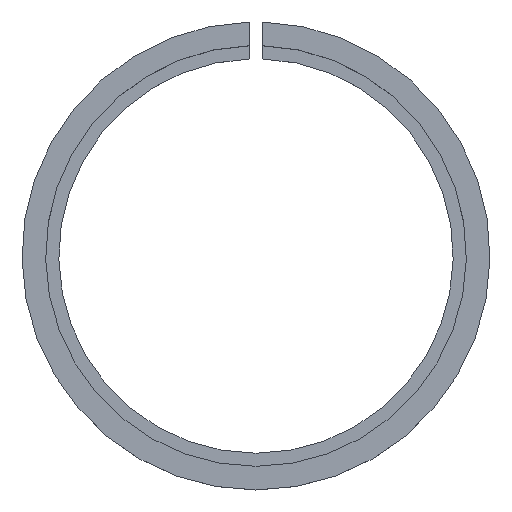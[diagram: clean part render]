
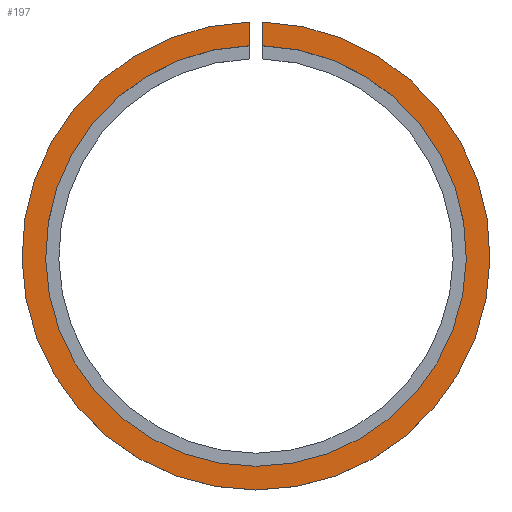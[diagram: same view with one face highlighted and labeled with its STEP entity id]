
A CAD part, top view. The second image highlights one B-rep face of the part: STEP entity #197.
In plain terms, the highlighted planar face has unit normal (0, 0, 1).
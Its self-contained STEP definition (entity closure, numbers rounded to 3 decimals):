
#25=CIRCLE('',#225,16.);
#32=CIRCLE('',#237,17.8);
#51=FACE_OUTER_BOUND('',#61,.T.);
#61=EDGE_LOOP('',(#175,#176,#177,#178));
#64=LINE('',#318,#80);
#78=LINE('',#346,#94);
#80=VECTOR('',#251,10.);
#94=VECTOR('',#267,10.);
#95=VERTEX_POINT('',#314);
#97=VERTEX_POINT('',#317);
#104=VERTEX_POINT('',#332);
#110=VERTEX_POINT('',#344);
#112=EDGE_CURVE('',#97,#95,#64,.T.);
#126=EDGE_CURVE('',#104,#110,#78,.T.);
#127=EDGE_CURVE('',#110,#97,#25,.T.);
#134=EDGE_CURVE('',#95,#104,#32,.T.);
#175=ORIENTED_EDGE('',*,*,#112,.T.);
#176=ORIENTED_EDGE('',*,*,#134,.T.);
#177=ORIENTED_EDGE('',*,*,#126,.T.);
#178=ORIENTED_EDGE('',*,*,#127,.T.);
#188=PLANE('',#238);
#197=ADVANCED_FACE('',(#51),#188,.T.);
#225=AXIS2_PLACEMENT_3D('',#348,#270,#271);
#237=AXIS2_PLACEMENT_3D('',#360,#294,#295);
#238=AXIS2_PLACEMENT_3D('',#361,#296,#297);
#251=DIRECTION('',(0.,1.,0.));
#267=DIRECTION('',(0.,-1.,0.));
#270=DIRECTION('center_axis',(0.,0.,-1.));
#271=DIRECTION('ref_axis',(-1.,0.,0.));
#294=DIRECTION('center_axis',(0.,0.,1.));
#295=DIRECTION('ref_axis',(1.,0.,0.));
#296=DIRECTION('center_axis',(0.,0.,1.));
#297=DIRECTION('ref_axis',(1.,0.,0.));
#314=CARTESIAN_POINT('',(-0.5,17.793,4.7));
#317=CARTESIAN_POINT('',(-0.5,15.992,4.7));
#318=CARTESIAN_POINT('',(-0.5,4.,4.7));
#332=CARTESIAN_POINT('',(0.5,17.793,4.7));
#344=CARTESIAN_POINT('',(0.5,15.992,4.7));
#346=CARTESIAN_POINT('',(0.5,12.,4.7));
#348=CARTESIAN_POINT('Origin',(0.,0.,4.7));
#360=CARTESIAN_POINT('Origin',(0.,0.,4.7));
#361=CARTESIAN_POINT('Origin',(0.,0.,4.7));
